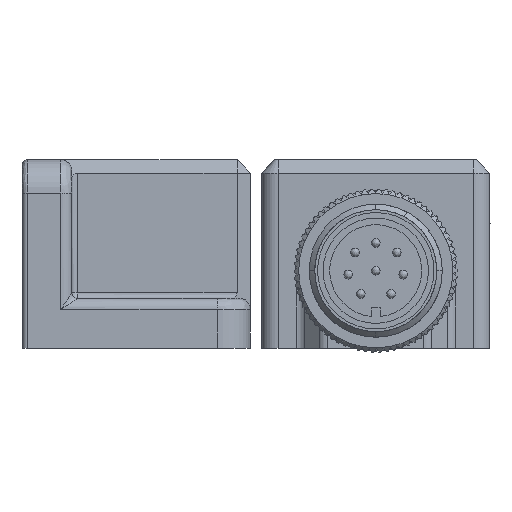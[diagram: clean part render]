
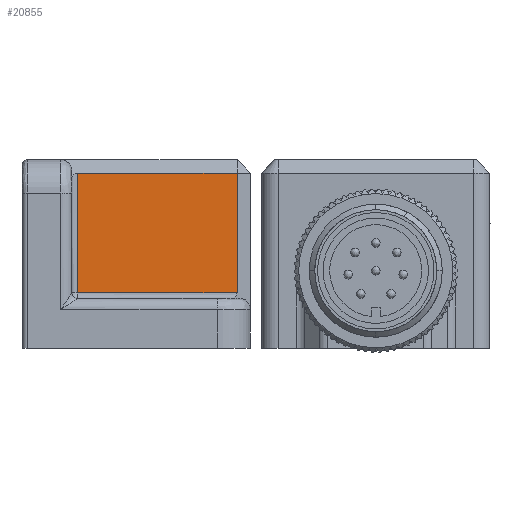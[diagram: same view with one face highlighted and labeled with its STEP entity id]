
A CAD part, front view. The second image highlights one B-rep face of the part: STEP entity #20855.
In plain terms, the highlighted face is planar.
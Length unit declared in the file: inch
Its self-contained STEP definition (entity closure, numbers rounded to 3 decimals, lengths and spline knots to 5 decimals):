
#1266 = CARTESIAN_POINT ( 'NONE',  ( -0.35827, 2.51969, 0.19685 ) ) ;
#1575 = DIRECTION ( 'NONE',  ( 0., 0., 1. ) ) ;
#2091 = EDGE_CURVE ( 'NONE', #34823, #17738, #35318, .T. ) ;
#2307 = EDGE_CURVE ( 'NONE', #12896, #17738, #17007, .T. ) ;
#4672 = EDGE_LOOP ( 'NONE', ( #27197, #22137, #33437, #13137 ) ) ;
#4764 = CARTESIAN_POINT ( 'NONE',  ( 0.20866, 2.51969, 0.17717 ) ) ;
#5061 = DIRECTION ( 'NONE',  ( 0., -1., 0. ) ) ;
#5428 = DIRECTION ( 'NONE',  ( 0., 0., -1. ) ) ;
#5969 = CARTESIAN_POINT ( 'NONE',  ( -0.40551, 2.51969, 0.62205 ) ) ;
#9593 = VECTOR ( 'NONE', #16747, 39.37008 ) ;
#10053 = VECTOR ( 'NONE', #25336, 39.37008 ) ;
#10689 = VERTEX_POINT ( 'NONE', #11097 ) ;
#11097 = CARTESIAN_POINT ( 'NONE',  ( -0.35827, 2.51969, 0.62205 ) ) ;
#11255 = VECTOR ( 'NONE', #1575, 39.37008 ) ;
#12896 = VERTEX_POINT ( 'NONE', #23316 ) ;
#13044 = DIRECTION ( 'NONE',  ( 0., 0., -1. ) ) ;
#13059 = VECTOR ( 'NONE', #13044, 39.37008 ) ;
#13137 = ORIENTED_EDGE ( 'NONE', *, *, #2307, .T. ) ;
#15746 = LINE ( 'NONE', #5969, #10053 ) ;
#16747 = DIRECTION ( 'NONE',  ( 1., 0., 0. ) ) ;
#17007 = LINE ( 'NONE', #4764, #13059 ) ;
#17738 = VERTEX_POINT ( 'NONE', #27920 ) ;
#19475 = PLANE ( 'NONE',  #25376 ) ;
#20855 = ADVANCED_FACE ( 'NONE', ( #34035 ), #19475, .F. ) ;
#20986 = CARTESIAN_POINT ( 'NONE',  ( -0.35827, 2.51969, 0.66929 ) ) ;
#21883 = CARTESIAN_POINT ( 'NONE',  ( -0.40551, 2.51969, 0.66929 ) ) ;
#22137 = ORIENTED_EDGE ( 'NONE', *, *, #32630, .T. ) ;
#23316 = CARTESIAN_POINT ( 'NONE',  ( 0.20866, 2.51969, 0.62205 ) ) ;
#25040 = CARTESIAN_POINT ( 'NONE',  ( -0.40551, 2.51969, 0.19685 ) ) ;
#25336 = DIRECTION ( 'NONE',  ( 1., 0., 0. ) ) ;
#25376 = AXIS2_PLACEMENT_3D ( 'NONE', #21883, #5061, #5428 ) ;
#27197 = ORIENTED_EDGE ( 'NONE', *, *, #2091, .F. ) ;
#27920 = CARTESIAN_POINT ( 'NONE',  ( 0.20866, 2.51969, 0.19685 ) ) ;
#32630 = EDGE_CURVE ( 'NONE', #34823, #10689, #33525, .T. ) ;
#33437 = ORIENTED_EDGE ( 'NONE', *, *, #36173, .T. ) ;
#33525 = LINE ( 'NONE', #20986, #11255 ) ;
#34035 = FACE_OUTER_BOUND ( 'NONE', #4672, .T. ) ;
#34823 = VERTEX_POINT ( 'NONE', #1266 ) ;
#35318 = LINE ( 'NONE', #25040, #9593 ) ;
#36173 = EDGE_CURVE ( 'NONE', #10689, #12896, #15746, .T. ) ;
